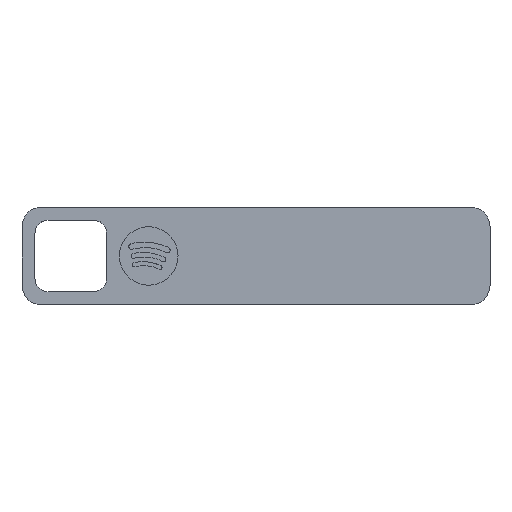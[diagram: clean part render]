
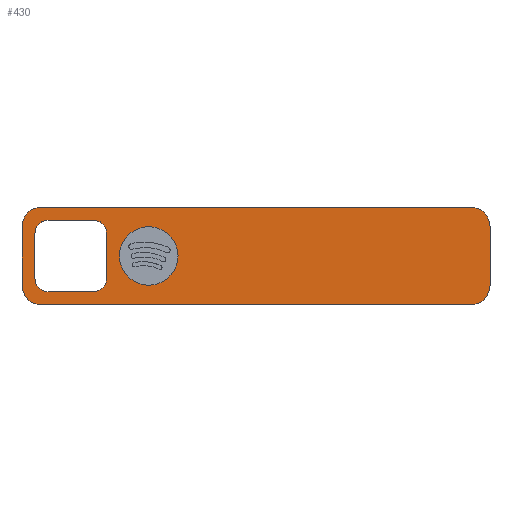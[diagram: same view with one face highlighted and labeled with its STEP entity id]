
A CAD part, top view. The second image highlights one B-rep face of the part: STEP entity #430.
In plain terms, the highlighted planar face has unit normal (0, 0, 1).
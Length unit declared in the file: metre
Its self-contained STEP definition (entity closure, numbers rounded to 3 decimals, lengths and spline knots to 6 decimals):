
#25=FACE_BOUND('',#93,.T.);
#26=FACE_BOUND('',#94,.T.);
#31=CIRCLE('',#464,0.002);
#33=CIRCLE('',#468,0.002);
#35=CIRCLE('',#472,0.002);
#37=CIRCLE('',#476,0.002);
#39=CIRCLE('',#479,0.003);
#40=CIRCLE('',#480,0.003);
#41=CIRCLE('',#481,0.003);
#42=CIRCLE('',#482,0.003);
#43=CIRCLE('',#483,0.0045);
#66=FACE_OUTER_BOUND('',#92,.T.);
#92=EDGE_LOOP('',(#320,#321,#322,#323,#324,#325,#326,#327));
#93=EDGE_LOOP('',(#328,#329,#330,#331,#332,#333,#334,#335));
#94=EDGE_LOOP('',(#336));
#116=LINE('',#627,#152);
#121=LINE('',#641,#157);
#125=LINE('',#653,#161);
#129=LINE('',#665,#165);
#132=LINE('',#675,#168);
#133=LINE('',#679,#169);
#134=LINE('',#683,#170);
#135=LINE('',#687,#171);
#152=VECTOR('',#507,0.01);
#157=VECTOR('',#520,0.01);
#161=VECTOR('',#532,0.01);
#165=VECTOR('',#544,0.01);
#168=VECTOR('',#555,1.);
#169=VECTOR('',#558,1.);
#170=VECTOR('',#561,1.);
#171=VECTOR('',#564,1.);
#188=VERTEX_POINT('',#625);
#189=VERTEX_POINT('',#626);
#192=VERTEX_POINT('',#634);
#194=VERTEX_POINT('',#640);
#196=VERTEX_POINT('',#646);
#198=VERTEX_POINT('',#652);
#200=VERTEX_POINT('',#658);
#202=VERTEX_POINT('',#664);
#204=VERTEX_POINT('',#673);
#205=VERTEX_POINT('',#674);
#206=VERTEX_POINT('',#676);
#207=VERTEX_POINT('',#678);
#208=VERTEX_POINT('',#680);
#209=VERTEX_POINT('',#682);
#210=VERTEX_POINT('',#684);
#211=VERTEX_POINT('',#686);
#212=VERTEX_POINT('',#689);
#228=EDGE_CURVE('',#188,#189,#116,.T.);
#232=EDGE_CURVE('',#192,#188,#31,.T.);
#235=EDGE_CURVE('',#194,#192,#121,.T.);
#238=EDGE_CURVE('',#196,#194,#33,.T.);
#241=EDGE_CURVE('',#198,#196,#125,.T.);
#244=EDGE_CURVE('',#200,#198,#35,.T.);
#247=EDGE_CURVE('',#202,#200,#129,.T.);
#250=EDGE_CURVE('',#189,#202,#37,.T.);
#252=EDGE_CURVE('',#204,#205,#132,.T.);
#253=EDGE_CURVE('',#205,#206,#39,.T.);
#254=EDGE_CURVE('',#206,#207,#133,.T.);
#255=EDGE_CURVE('',#207,#208,#40,.T.);
#256=EDGE_CURVE('',#208,#209,#134,.T.);
#257=EDGE_CURVE('',#209,#210,#41,.T.);
#258=EDGE_CURVE('',#211,#210,#135,.T.);
#259=EDGE_CURVE('',#211,#204,#42,.T.);
#260=EDGE_CURVE('',#212,#212,#43,.T.);
#320=ORIENTED_EDGE('',*,*,#252,.T.);
#321=ORIENTED_EDGE('',*,*,#253,.T.);
#322=ORIENTED_EDGE('',*,*,#254,.T.);
#323=ORIENTED_EDGE('',*,*,#255,.T.);
#324=ORIENTED_EDGE('',*,*,#256,.T.);
#325=ORIENTED_EDGE('',*,*,#257,.T.);
#326=ORIENTED_EDGE('',*,*,#258,.F.);
#327=ORIENTED_EDGE('',*,*,#259,.T.);
#328=ORIENTED_EDGE('',*,*,#228,.T.);
#329=ORIENTED_EDGE('',*,*,#250,.T.);
#330=ORIENTED_EDGE('',*,*,#247,.T.);
#331=ORIENTED_EDGE('',*,*,#244,.T.);
#332=ORIENTED_EDGE('',*,*,#241,.T.);
#333=ORIENTED_EDGE('',*,*,#238,.T.);
#334=ORIENTED_EDGE('',*,*,#235,.T.);
#335=ORIENTED_EDGE('',*,*,#232,.T.);
#336=ORIENTED_EDGE('',*,*,#260,.F.);
#412=PLANE('',#478);
#430=ADVANCED_FACE('',(#66,#25,#26),#412,.T.);
#464=AXIS2_PLACEMENT_3D('',#635,#513,#514);
#468=AXIS2_PLACEMENT_3D('',#647,#525,#526);
#472=AXIS2_PLACEMENT_3D('',#659,#537,#538);
#476=AXIS2_PLACEMENT_3D('',#670,#549,#550);
#478=AXIS2_PLACEMENT_3D('',#672,#553,#554);
#479=AXIS2_PLACEMENT_3D('',#677,#556,#557);
#480=AXIS2_PLACEMENT_3D('',#681,#559,#560);
#481=AXIS2_PLACEMENT_3D('',#685,#562,#563);
#482=AXIS2_PLACEMENT_3D('',#688,#565,#566);
#483=AXIS2_PLACEMENT_3D('',#690,#567,#568);
#507=DIRECTION('',(0.,-1.,0.));
#513=DIRECTION('center_axis',(0.,0.,-1.));
#514=DIRECTION('ref_axis',(1.,0.,0.));
#520=DIRECTION('',(1.,0.,0.));
#525=DIRECTION('center_axis',(0.,0.,-1.));
#526=DIRECTION('ref_axis',(0.,1.,0.));
#532=DIRECTION('',(0.,1.,0.));
#537=DIRECTION('center_axis',(0.,0.,-1.));
#538=DIRECTION('ref_axis',(-1.,0.,0.));
#544=DIRECTION('',(-1.,0.,0.));
#549=DIRECTION('center_axis',(0.,0.,-1.));
#550=DIRECTION('ref_axis',(0.,-1.,0.));
#553=DIRECTION('center_axis',(0.,0.,1.));
#554=DIRECTION('ref_axis',(1.,0.,0.));
#555=DIRECTION('',(0.,-1.,0.));
#556=DIRECTION('center_axis',(0.,0.,1.));
#557=DIRECTION('ref_axis',(1.,0.,0.));
#558=DIRECTION('',(1.,0.,0.));
#559=DIRECTION('center_axis',(0.,0.,1.));
#560=DIRECTION('ref_axis',(1.,0.,0.));
#561=DIRECTION('',(0.,1.,0.));
#562=DIRECTION('center_axis',(0.,0.,1.));
#563=DIRECTION('ref_axis',(1.,0.,0.));
#564=DIRECTION('',(1.,0.,0.));
#565=DIRECTION('center_axis',(0.,0.,1.));
#566=DIRECTION('ref_axis',(1.,0.,0.));
#567=DIRECTION('center_axis',(0.,0.,1.));
#568=DIRECTION('ref_axis',(1.,0.,0.));
#625=CARTESIAN_POINT('',(0.001,0.011,0.003));
#626=CARTESIAN_POINT('',(0.001,0.004,0.003));
#627=CARTESIAN_POINT('',(0.001,0.00925,0.003));
#634=CARTESIAN_POINT('',(-0.001,0.013,0.003));
#635=CARTESIAN_POINT('Origin',(-0.001,0.011,0.003));
#640=CARTESIAN_POINT('',(-0.008,0.013,0.003));
#641=CARTESIAN_POINT('',(0.011,0.013,0.003));
#646=CARTESIAN_POINT('',(-0.01,0.011,0.003));
#647=CARTESIAN_POINT('Origin',(-0.008,0.011,0.003));
#652=CARTESIAN_POINT('',(-0.01,0.004,0.003));
#653=CARTESIAN_POINT('',(-0.01,0.00575,0.003));
#658=CARTESIAN_POINT('',(-0.008,0.002,0.003));
#659=CARTESIAN_POINT('Origin',(-0.008,0.004,0.003));
#664=CARTESIAN_POINT('',(-0.001,0.002,0.003));
#665=CARTESIAN_POINT('',(0.0145,0.002,0.003));
#670=CARTESIAN_POINT('Origin',(-0.001,0.004,0.003));
#672=CARTESIAN_POINT('Origin',(0.03,0.0075,0.003));
#673=CARTESIAN_POINT('',(-0.012,0.012,0.003));
#674=CARTESIAN_POINT('',(-0.012,0.003,0.003));
#675=CARTESIAN_POINT('',(-0.012,0.0075,0.003));
#676=CARTESIAN_POINT('',(-0.009,0.,0.003));
#677=CARTESIAN_POINT('Origin',(-0.009,0.003,0.003));
#678=CARTESIAN_POINT('',(0.057,0.,0.003));
#679=CARTESIAN_POINT('',(0.03,0.,0.003));
#680=CARTESIAN_POINT('',(0.06,0.003,0.003));
#681=CARTESIAN_POINT('Origin',(0.057,0.003,0.003));
#682=CARTESIAN_POINT('',(0.06,0.012,0.003));
#683=CARTESIAN_POINT('',(0.06,0.0075,0.003));
#684=CARTESIAN_POINT('',(0.057,0.015,0.003));
#685=CARTESIAN_POINT('Origin',(0.057,0.012,0.003));
#686=CARTESIAN_POINT('',(-0.009,0.015,0.003));
#687=CARTESIAN_POINT('',(0.03,0.015,0.003));
#688=CARTESIAN_POINT('Origin',(-0.009,0.012,0.003));
#689=CARTESIAN_POINT('',(0.012,0.0075,0.003));
#690=CARTESIAN_POINT('Origin',(0.0075,0.0075,0.003));
